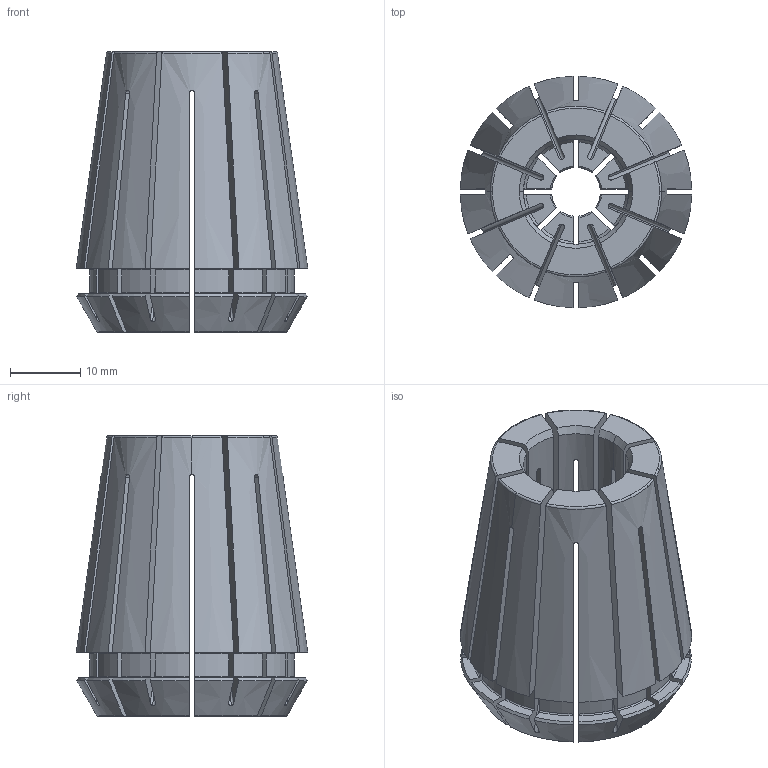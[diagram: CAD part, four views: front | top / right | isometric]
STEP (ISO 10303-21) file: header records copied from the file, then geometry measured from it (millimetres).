
FILE_DESCRIPTION(('HOOPS Exchange Step'),'2;1');
FILE_NAME('export-5ABC09AA-9E6D-4654-85E8-0BEB6922C126.stp','2024-01-20T11:06:07+01:00',('Engineering'),('Alibre'),'HOOPS Exchange 2021.0','Alibre','Unknown authorisation');
FILE_SCHEMA( ('AP242_MANAGED_MODEL_BASED_3D_ENGINEERING_MIM_LF {1 0 10303 442 1 1 4 }') );
Length unit declared in the file: millimetre
Products named in the file (1): 6516 Single ER 32-UP Collet 7.00mm ULTRA Precision Swiss Quality
Bounding box: 32.99 x 32.99 x 40 mm (x, y, z)
Volume: 19194 mm3; surface area: 14473.9 mm2
Topology: 1 solids, 1 shells, 272 faces, 812 edges, 540 vertices
Faces by surface type: plane 88, cone 68, cylinder 58, torus 58
Entity records: 9609 total; most frequent: CARTESIAN_POINT 2360, ORIENTED_EDGE 1624, DIRECTION 1450, EDGE_CURVE 812, AXIS2_PLACEMENT_3D 566, VERTEX_POINT 540, VECTOR 318, LINE 318
